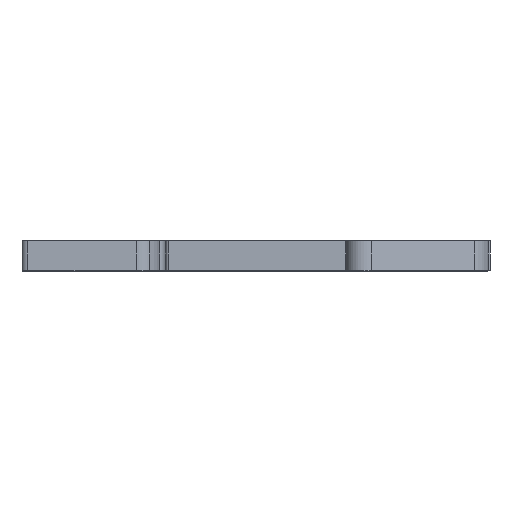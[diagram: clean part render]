
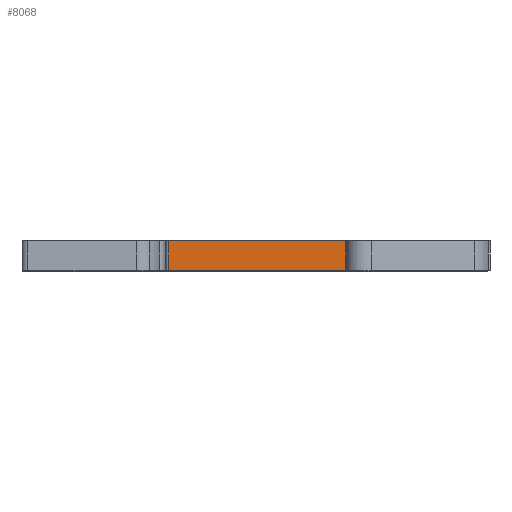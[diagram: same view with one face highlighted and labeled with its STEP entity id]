
A CAD part, front view. The second image highlights one B-rep face of the part: STEP entity #8068.
In plain terms, the highlighted planar face has unit normal (0, -1, 0).
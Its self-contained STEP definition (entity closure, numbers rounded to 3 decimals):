
#20 = CARTESIAN_POINT ( 'NONE',  ( 15.352, 0., 5.15 ) ) ;
#213 = LINE ( 'NONE', #20, #956 ) ;
#956 = VECTOR ( 'NONE', #12310, 1000. ) ;
#1144 = CARTESIAN_POINT ( 'NONE',  ( -14.794, 0., -11.906 ) ) ;
#1287 = DIRECTION ( 'NONE',  ( 1., 0., 0. ) ) ;
#2241 = VERTEX_POINT ( 'NONE', #17118 ) ;
#2700 = CARTESIAN_POINT ( 'NONE',  ( -15.352, 0., 5.15 ) ) ;
#2812 = EDGE_CURVE ( 'NONE', #9535, #3686, #213, .T. ) ;
#3412 = ORIENTED_EDGE ( 'NONE', *, *, #13665, .F. ) ;
#3686 = VERTEX_POINT ( 'NONE', #14455 ) ;
#4060 = DIRECTION ( 'NONE',  ( 0., 0., 1. ) ) ;
#4104 = CARTESIAN_POINT ( 'NONE',  ( -15.352, 0., 0.15 ) ) ;
#4245 = ORIENTED_EDGE ( 'NONE', *, *, #8547, .F. ) ;
#4507 = PLANE ( 'NONE',  #18636 ) ;
#5116 = VERTEX_POINT ( 'NONE', #7905 ) ;
#7448 = EDGE_LOOP ( 'NONE', ( #13397, #3412, #4245, #14854 ) ) ;
#7905 = CARTESIAN_POINT ( 'NONE',  ( -14.794, 0., 0.15 ) ) ;
#8068 = ADVANCED_FACE ( 'NONE', ( #10250 ), #4507, .F. ) ;
#8383 = CARTESIAN_POINT ( 'NONE',  ( 15.352, 0., 5.15 ) ) ;
#8547 = EDGE_CURVE ( 'NONE', #5116, #2241, #19380, .T. ) ;
#8854 = DIRECTION ( 'NONE',  ( 1., 0., 0. ) ) ;
#8955 = LINE ( 'NONE', #4104, #16527 ) ;
#9535 = VERTEX_POINT ( 'NONE', #8383 ) ;
#10250 = FACE_OUTER_BOUND ( 'NONE', #7448, .T. ) ;
#11807 = EDGE_CURVE ( 'NONE', #3686, #5116, #8955, .T. ) ;
#11965 = DIRECTION ( 'NONE',  ( 0., 1., 0. ) ) ;
#12059 = VECTOR ( 'NONE', #8854, 1000. ) ;
#12310 = DIRECTION ( 'NONE',  ( 0., 0., -1. ) ) ;
#13397 = ORIENTED_EDGE ( 'NONE', *, *, #2812, .F. ) ;
#13665 = EDGE_CURVE ( 'NONE', #2241, #9535, #19619, .T. ) ;
#14455 = CARTESIAN_POINT ( 'NONE',  ( 15.352, 0., 0.15 ) ) ;
#14854 = ORIENTED_EDGE ( 'NONE', *, *, #11807, .F. ) ;
#15116 = DIRECTION ( 'NONE',  ( -1., 0., 0. ) ) ;
#15737 = VECTOR ( 'NONE', #4060, 1000. ) ;
#16527 = VECTOR ( 'NONE', #15116, 1000. ) ;
#16715 = CARTESIAN_POINT ( 'NONE',  ( -15.352, 0., 5.15 ) ) ;
#17118 = CARTESIAN_POINT ( 'NONE',  ( -14.794, 0., 5.15 ) ) ;
#18636 = AXIS2_PLACEMENT_3D ( 'NONE', #16715, #11965, #1287 ) ;
#19380 = LINE ( 'NONE', #1144, #15737 ) ;
#19619 = LINE ( 'NONE', #2700, #12059 ) ;
